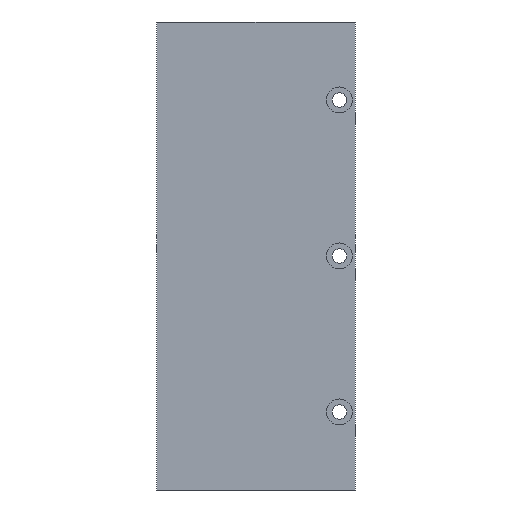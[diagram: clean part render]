
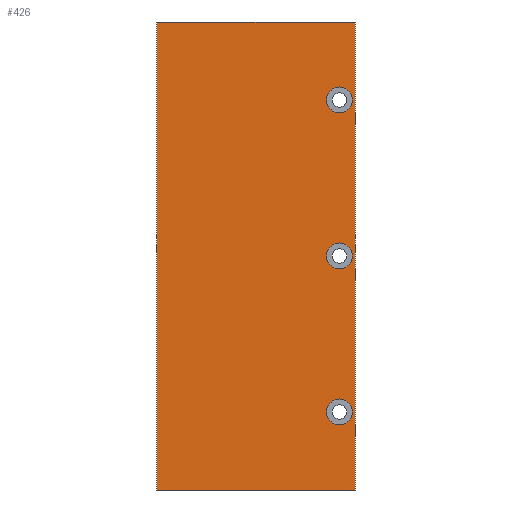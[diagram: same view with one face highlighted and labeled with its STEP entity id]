
A CAD part, left-side view. The second image highlights one B-rep face of the part: STEP entity #426.
In plain terms, the highlighted planar face has unit normal (-1, 0, 0).
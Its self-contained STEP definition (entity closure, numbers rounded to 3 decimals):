
#34 = VERTEX_POINT ( 'NONE', #673 ) ;
#114 = CARTESIAN_POINT ( 'NONE',  ( -19.05, 6., -90. ) ) ;
#170 = AXIS2_PLACEMENT_3D ( 'NONE', #2981, #2451, #1316 ) ;
#284 = ORIENTED_EDGE ( 'NONE', *, *, #1143, .F. ) ;
#341 = DIRECTION ( 'NONE',  ( 0., 0., 1. ) ) ;
#397 = AXIS2_PLACEMENT_3D ( 'NONE', #4672, #1317, #2817 ) ;
#426 = ADVANCED_FACE ( 'NONE', ( #4829, #1477, #2970, #4470 ), #4151, .T. ) ;
#429 = ORIENTED_EDGE ( 'NONE', *, *, #3699, .F. ) ;
#454 = EDGE_CURVE ( 'NONE', #1901, #717, #4358, .T. ) ;
#455 = ORIENTED_EDGE ( 'NONE', *, *, #1379, .F. ) ;
#504 = DIRECTION ( 'NONE',  ( -1., 0., 0. ) ) ;
#527 = AXIS2_PLACEMENT_3D ( 'NONE', #2659, #2710, #861 ) ;
#577 = VERTEX_POINT ( 'NONE', #2083 ) ;
#629 = ORIENTED_EDGE ( 'NONE', *, *, #2498, .F. ) ;
#673 = CARTESIAN_POINT ( 'NONE',  ( -19.05, 6., -95. ) ) ;
#692 = CARTESIAN_POINT ( 'NONE',  ( -19.05, 6., -145. ) ) ;
#695 = ORIENTED_EDGE ( 'NONE', *, *, #4278, .F. ) ;
#717 = VERTEX_POINT ( 'NONE', #4142 ) ;
#748 = DIRECTION ( 'NONE',  ( 0., -1., 0. ) ) ;
#786 = CIRCLE ( 'NONE', #2814, 5. ) ;
#835 = EDGE_LOOP ( 'NONE', ( #2255, #4235 ) ) ;
#861 = DIRECTION ( 'NONE',  ( 0., 0., 1. ) ) ;
#893 = ORIENTED_EDGE ( 'NONE', *, *, #1052, .T. ) ;
#922 = LINE ( 'NONE', #2198, #1331 ) ;
#1040 = EDGE_LOOP ( 'NONE', ( #2133, #429 ) ) ;
#1052 = EDGE_CURVE ( 'NONE', #577, #3512, #3599, .T. ) ;
#1115 = CARTESIAN_POINT ( 'NONE',  ( -19.05, 0., -180. ) ) ;
#1143 = EDGE_CURVE ( 'NONE', #2341, #1840, #3289, .T. ) ;
#1285 = DIRECTION ( 'NONE',  ( 0., -1., 0. ) ) ;
#1316 = DIRECTION ( 'NONE',  ( 0., 0., 1. ) ) ;
#1317 = DIRECTION ( 'NONE',  ( -1., 0., 0. ) ) ;
#1321 = ORIENTED_EDGE ( 'NONE', *, *, #2580, .T. ) ;
#1331 = VECTOR ( 'NONE', #341, 1000. ) ;
#1379 = EDGE_CURVE ( 'NONE', #2229, #4008, #2094, .T. ) ;
#1463 = AXIS2_PLACEMENT_3D ( 'NONE', #1115, #2613, #748 ) ;
#1477 = FACE_BOUND ( 'NONE', #1040, .T. ) ;
#1527 = VERTEX_POINT ( 'NONE', #3639 ) ;
#1587 = CARTESIAN_POINT ( 'NONE',  ( -19.05, 0., -180. ) ) ;
#1632 = DIRECTION ( 'NONE',  ( 0., 0., 1. ) ) ;
#1663 = CARTESIAN_POINT ( 'NONE',  ( -19.05, 76.2, 0. ) ) ;
#1694 = DIRECTION ( 'NONE',  ( -1., 0., 0. ) ) ;
#1840 = VERTEX_POINT ( 'NONE', #692 ) ;
#1855 = LINE ( 'NONE', #1587, #4462 ) ;
#1901 = VERTEX_POINT ( 'NONE', #2139 ) ;
#2083 = CARTESIAN_POINT ( 'NONE',  ( -19.05, 76.2, -180. ) ) ;
#2094 = LINE ( 'NONE', #4300, #3911 ) ;
#2133 = ORIENTED_EDGE ( 'NONE', *, *, #3117, .F. ) ;
#2139 = CARTESIAN_POINT ( 'NONE',  ( -19.05, 6., -25. ) ) ;
#2198 = CARTESIAN_POINT ( 'NONE',  ( -19.05, 76.2, -180. ) ) ;
#2224 = CARTESIAN_POINT ( 'NONE',  ( -19.05, 0., -180. ) ) ;
#2229 = VERTEX_POINT ( 'NONE', #1663 ) ;
#2244 = DIRECTION ( 'NONE',  ( 0., 0., 1. ) ) ;
#2255 = ORIENTED_EDGE ( 'NONE', *, *, #454, .F. ) ;
#2341 = VERTEX_POINT ( 'NONE', #3550 ) ;
#2381 = CARTESIAN_POINT ( 'NONE',  ( -19.05, 6., -150. ) ) ;
#2403 = DIRECTION ( 'NONE',  ( 0., 0., 1. ) ) ;
#2451 = DIRECTION ( 'NONE',  ( -1., 0., 0. ) ) ;
#2475 = DIRECTION ( 'NONE',  ( 0., -1., 0. ) ) ;
#2498 = EDGE_CURVE ( 'NONE', #577, #2229, #922, .T. ) ;
#2537 = EDGE_LOOP ( 'NONE', ( #455, #629, #893, #1321 ) ) ;
#2580 = EDGE_CURVE ( 'NONE', #3512, #4008, #1855, .T. ) ;
#2613 = DIRECTION ( 'NONE',  ( -1., 0., 0. ) ) ;
#2659 = CARTESIAN_POINT ( 'NONE',  ( -19.05, 6., -30. ) ) ;
#2672 = CIRCLE ( 'NONE', #397, 5. ) ;
#2710 = DIRECTION ( 'NONE',  ( -1., 0., 0. ) ) ;
#2814 = AXIS2_PLACEMENT_3D ( 'NONE', #4238, #504, #1632 ) ;
#2817 = DIRECTION ( 'NONE',  ( 0., 0., 1. ) ) ;
#2887 = CIRCLE ( 'NONE', #4455, 5. ) ;
#2970 = FACE_BOUND ( 'NONE', #835, .T. ) ;
#2981 = CARTESIAN_POINT ( 'NONE',  ( -19.05, 6., -150. ) ) ;
#3117 = EDGE_CURVE ( 'NONE', #1527, #34, #3447, .T. ) ;
#3164 = DIRECTION ( 'NONE',  ( 0., 0., 1. ) ) ;
#3289 = CIRCLE ( 'NONE', #170, 5. ) ;
#3447 = CIRCLE ( 'NONE', #3609, 5. ) ;
#3512 = VERTEX_POINT ( 'NONE', #3889 ) ;
#3550 = CARTESIAN_POINT ( 'NONE',  ( -19.05, 6., -155. ) ) ;
#3599 = LINE ( 'NONE', #2224, #4618 ) ;
#3609 = AXIS2_PLACEMENT_3D ( 'NONE', #114, #1694, #2403 ) ;
#3639 = CARTESIAN_POINT ( 'NONE',  ( -19.05, 6., -85. ) ) ;
#3699 = EDGE_CURVE ( 'NONE', #34, #1527, #2672, .T. ) ;
#3796 = DIRECTION ( 'NONE',  ( -1., 0., 0. ) ) ;
#3879 = EDGE_LOOP ( 'NONE', ( #695, #284 ) ) ;
#3889 = CARTESIAN_POINT ( 'NONE',  ( -19.05, 0., -180. ) ) ;
#3911 = VECTOR ( 'NONE', #1285, 1000. ) ;
#3979 = EDGE_CURVE ( 'NONE', #717, #1901, #786, .T. ) ;
#4008 = VERTEX_POINT ( 'NONE', #4279 ) ;
#4142 = CARTESIAN_POINT ( 'NONE',  ( -19.05, 6., -35. ) ) ;
#4151 = PLANE ( 'NONE',  #1463 ) ;
#4235 = ORIENTED_EDGE ( 'NONE', *, *, #3979, .F. ) ;
#4238 = CARTESIAN_POINT ( 'NONE',  ( -19.05, 6., -30. ) ) ;
#4278 = EDGE_CURVE ( 'NONE', #1840, #2341, #2887, .T. ) ;
#4279 = CARTESIAN_POINT ( 'NONE',  ( -19.05, 0., 0. ) ) ;
#4300 = CARTESIAN_POINT ( 'NONE',  ( -19.05, 0., 0. ) ) ;
#4358 = CIRCLE ( 'NONE', #527, 5. ) ;
#4455 = AXIS2_PLACEMENT_3D ( 'NONE', #2381, #3796, #3164 ) ;
#4462 = VECTOR ( 'NONE', #2244, 1000. ) ;
#4470 = FACE_OUTER_BOUND ( 'NONE', #2537, .T. ) ;
#4618 = VECTOR ( 'NONE', #2475, 1000. ) ;
#4672 = CARTESIAN_POINT ( 'NONE',  ( -19.05, 6., -90. ) ) ;
#4829 = FACE_BOUND ( 'NONE', #3879, .T. ) ;
